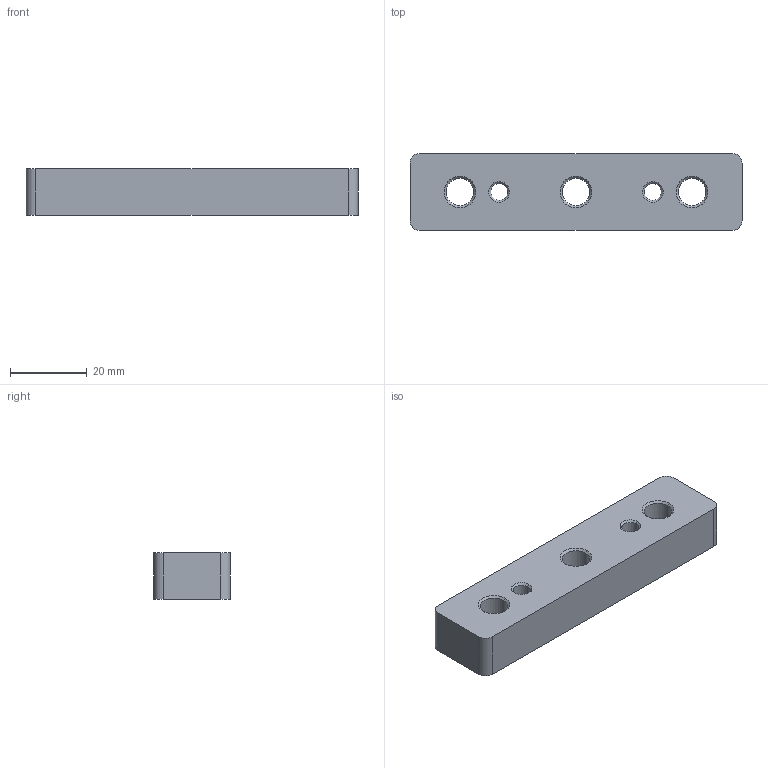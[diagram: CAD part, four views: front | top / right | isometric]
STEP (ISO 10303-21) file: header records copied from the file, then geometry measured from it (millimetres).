
FILE_DESCRIPTION (( 'STEP AP214' ), '1' );
FILE_NAME ('A157 Äèñòàíöèîííûé áëîê 20õ86.STEP', '2019-09-03T11:07:04', ( 'Windows User' ), ( '' ), 'SwSTEP 2.0', 'SolidWorks 2018', '' );
FILE_SCHEMA (( 'AUTOMOTIVE_DESIGN' ));
Length unit declared in the file: millimetre
Products named in the file (1): A157 Äèñòàíöèîííûé áëîê 20õ86
Bounding box: 86.4 x 20 x 12 mm (x, y, z)
Volume: 18815.8 mm3; surface area: 6735.6 mm2
Topology: 1 solids, 1 shells, 40 faces, 94 edges, 56 vertices
Faces by surface type: cone 20, cylinder 14, plane 6
Entity records: 1244 total; most frequent: DIRECTION 224, CARTESIAN_POINT 191, ORIENTED_EDGE 188, EDGE_CURVE 94, AXIS2_PLACEMENT_3D 89, VERTEX_POINT 56, EDGE_LOOP 50, CIRCLE 48
